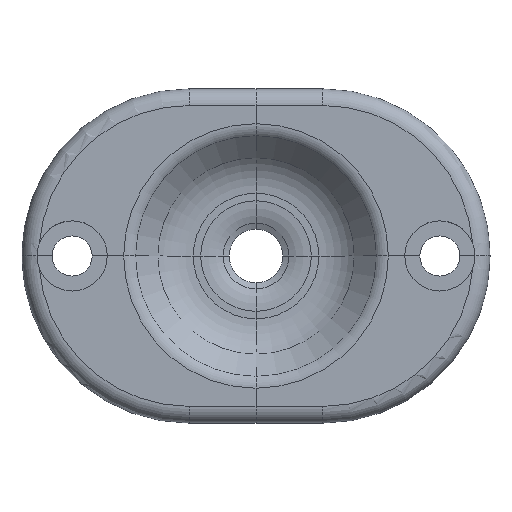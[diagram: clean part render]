
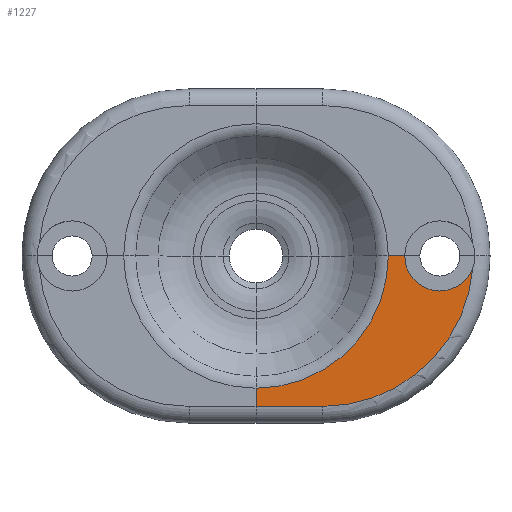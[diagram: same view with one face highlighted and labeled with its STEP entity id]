
A CAD part, top view. The second image highlights one B-rep face of the part: STEP entity #1227.
In plain terms, the highlighted planar face has unit normal (0, 0, 1).
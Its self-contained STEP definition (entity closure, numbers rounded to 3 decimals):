
#38=PLANE('',#1346);
#103=FACE_OUTER_BOUND('',#175,.T.);
#175=EDGE_LOOP('',(#927,#928,#929,#930,#931,#932));
#249=LINE('',#1990,#341);
#256=LINE('',#2022,#348);
#257=LINE('',#2025,#349);
#341=VECTOR('',#1572,10.);
#348=VECTOR('',#1597,10.);
#349=VECTOR('',#1600,10.);
#435=CIRCLE('',#1340,9.);
#438=CIRCLE('',#1345,2.1);
#439=CIRCLE('',#1347,7.914);
#533=VERTEX_POINT('',#1984);
#535=VERTEX_POINT('',#1988);
#538=VERTEX_POINT('',#1995);
#544=VERTEX_POINT('',#2017);
#545=VERTEX_POINT('',#2021);
#546=VERTEX_POINT('',#2023);
#675=EDGE_CURVE('',#533,#535,#249,.T.);
#678=EDGE_CURVE('',#535,#538,#435,.T.);
#687=EDGE_CURVE('',#544,#538,#438,.T.);
#688=EDGE_CURVE('',#545,#544,#256,.T.);
#689=EDGE_CURVE('',#545,#546,#439,.T.);
#690=EDGE_CURVE('',#533,#546,#257,.T.);
#927=ORIENTED_EDGE('',*,*,#678,.T.);
#928=ORIENTED_EDGE('',*,*,#687,.F.);
#929=ORIENTED_EDGE('',*,*,#688,.F.);
#930=ORIENTED_EDGE('',*,*,#689,.T.);
#931=ORIENTED_EDGE('',*,*,#690,.F.);
#932=ORIENTED_EDGE('',*,*,#675,.T.);
#1227=ADVANCED_FACE('',(#103),#38,.F.);
#1340=AXIS2_PLACEMENT_3D('',#2002,#1577,#1578);
#1345=AXIS2_PLACEMENT_3D('',#2019,#1593,#1594);
#1346=AXIS2_PLACEMENT_3D('',#2020,#1595,#1596);
#1347=AXIS2_PLACEMENT_3D('',#2024,#1598,#1599);
#1572=DIRECTION('',(1.,0.,0.));
#1577=DIRECTION('center_axis',(0.,0.,1.));
#1578=DIRECTION('ref_axis',(0.707,-0.707,0.));
#1593=DIRECTION('center_axis',(0.,0.,1.));
#1594=DIRECTION('ref_axis',(1.,0.,0.));
#1595=DIRECTION('center_axis',(0.,0.,-1.));
#1596=DIRECTION('ref_axis',(1.,0.,0.));
#1597=DIRECTION('',(1.,0.,0.));
#1598=DIRECTION('center_axis',(0.,0.,-1.));
#1599=DIRECTION('ref_axis',(0.707,-0.707,0.));
#1600=DIRECTION('',(0.,1.,0.));
#1984=CARTESIAN_POINT('',(0.,-9.,3.));
#1988=CARTESIAN_POINT('',(4.,-9.,3.));
#1990=CARTESIAN_POINT('',(10.5,-9.,3.));
#1995=CARTESIAN_POINT('',(12.971,-0.725,3.));
#2002=CARTESIAN_POINT('Origin',(4.,0.,3.));
#2017=CARTESIAN_POINT('',(8.9,0.,3.));
#2019=CARTESIAN_POINT('Origin',(11.,0.,3.));
#2020=CARTESIAN_POINT('Origin',(7.,-5.,3.));
#2021=CARTESIAN_POINT('',(7.914,0.,3.));
#2022=CARTESIAN_POINT('',(0.,0.,3.));
#2023=CARTESIAN_POINT('',(0.,-7.914,3.));
#2024=CARTESIAN_POINT('Origin',(0.,0.,
3.));
#2025=CARTESIAN_POINT('',(0.,-10.,3.));
